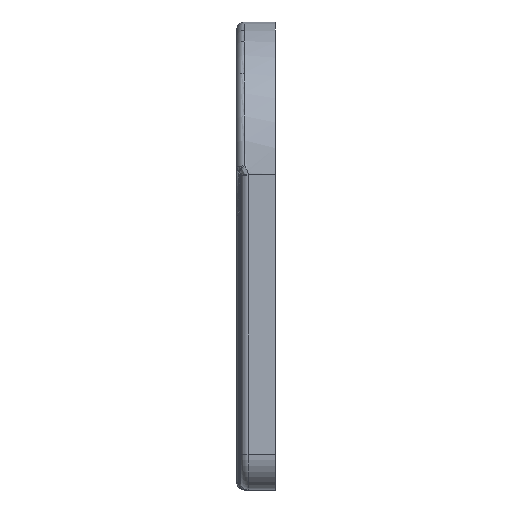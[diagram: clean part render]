
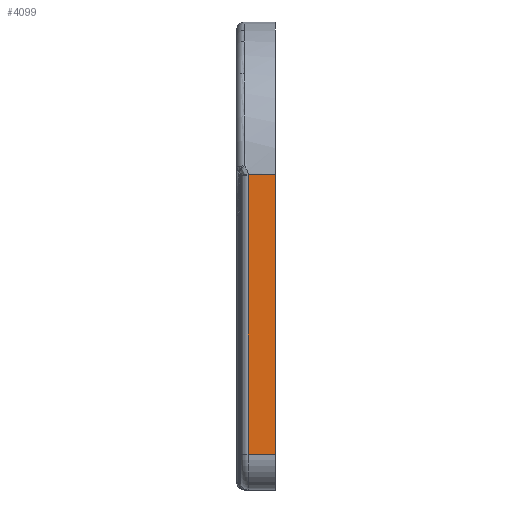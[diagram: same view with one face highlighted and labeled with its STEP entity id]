
A CAD part, left-side view. The second image highlights one B-rep face of the part: STEP entity #4099.
In plain terms, the highlighted planar face has unit normal (-1, 0, 0).
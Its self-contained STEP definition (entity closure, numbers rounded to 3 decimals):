
#73=B_SPLINE_CURVE_WITH_KNOTS('',3,(#7473,#7474,#7475,#7476),
 .UNSPECIFIED.,.F.,.F.,(4,4),(1.178,1.263),
 .UNSPECIFIED.);
#302=PLANE('',#4590);
#559=FACE_OUTER_BOUND('',#880,.T.);
#880=EDGE_LOOP('',(#3766,#3767,#3768,#3769,#3770));
#1047=LINE('',#7445,#1333);
#1057=LINE('',#7637,#1343);
#1078=LINE('',#7695,#1364);
#1163=LINE('',#7884,#1449);
#1333=VECTOR('',#5479,10.);
#1343=VECTOR('',#5543,10.);
#1364=VECTOR('',#5602,10.);
#1449=VECTOR('',#5813,10.);
#1983=VERTEX_POINT('',#7435);
#1985=VERTEX_POINT('',#7441);
#1987=VERTEX_POINT('',#7466);
#2001=VERTEX_POINT('',#7635);
#2019=VERTEX_POINT('',#7694);
#2471=EDGE_CURVE('',#1983,#1985,#1047,.T.);
#2474=EDGE_CURVE('',#1985,#1987,#73,.T.);
#2503=EDGE_CURVE('',#2001,#1983,#1057,.T.);
#2531=EDGE_CURVE('',#2019,#1987,#1078,.T.);
#2627=EDGE_CURVE('',#2019,#2001,#1163,.T.);
#3766=ORIENTED_EDGE('',*,*,#2471,.F.);
#3767=ORIENTED_EDGE('',*,*,#2503,.F.);
#3768=ORIENTED_EDGE('',*,*,#2627,.F.);
#3769=ORIENTED_EDGE('',*,*,#2531,.T.);
#3770=ORIENTED_EDGE('',*,*,#2474,.F.);
#4099=ADVANCED_FACE('',(#559),#302,.T.);
#4590=AXIS2_PLACEMENT_3D('',#7895,#5831,#5832);
#5479=DIRECTION('',(0.,0.,1.));
#5543=DIRECTION('',(0.,1.,0.));
#5602=DIRECTION('',(0.,1.,0.));
#5813=DIRECTION('',(0.,0.,-1.));
#5831=DIRECTION('center_axis',(-1.,0.,0.));
#5832=DIRECTION('ref_axis',(0.,0.,1.));
#7435=CARTESIAN_POINT('',(-23.077,-0.3,-34.528));
#7441=CARTESIAN_POINT('',(-23.077,-0.3,13.943));
#7445=CARTESIAN_POINT('',(-23.077,-0.3,-17.279));
#7466=CARTESIAN_POINT('',(-23.077,-0.292,14.139));
#7473=CARTESIAN_POINT('Ctrl Pts',(-23.077,-0.3,
13.943));
#7474=CARTESIAN_POINT('Ctrl Pts',(-23.077,-0.3,14.008));
#7475=CARTESIAN_POINT('Ctrl Pts',(-23.077,-0.297,
14.074));
#7476=CARTESIAN_POINT('Ctrl Pts',(-23.077,-0.292,
14.139));
#7635=CARTESIAN_POINT('',(-23.077,-5.,-34.528));
#7637=CARTESIAN_POINT('',(-23.077,0.,-34.528));
#7694=CARTESIAN_POINT('',(-23.077,-5.,14.139));
#7695=CARTESIAN_POINT('',(-23.077,0.,14.139));
#7884=CARTESIAN_POINT('',(-23.077,-5.,-34.528));
#7895=CARTESIAN_POINT('Origin',(-23.077,0.,-34.528));
